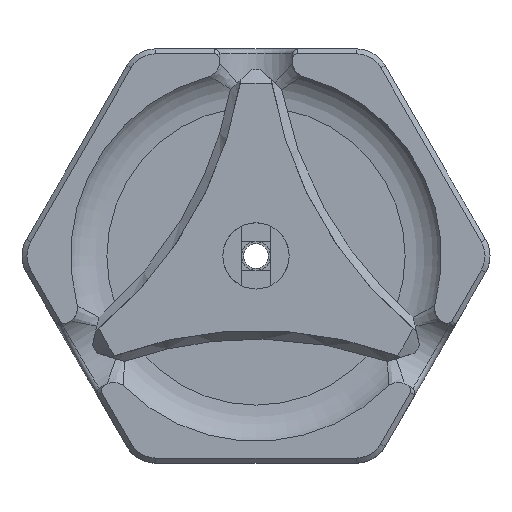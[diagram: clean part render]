
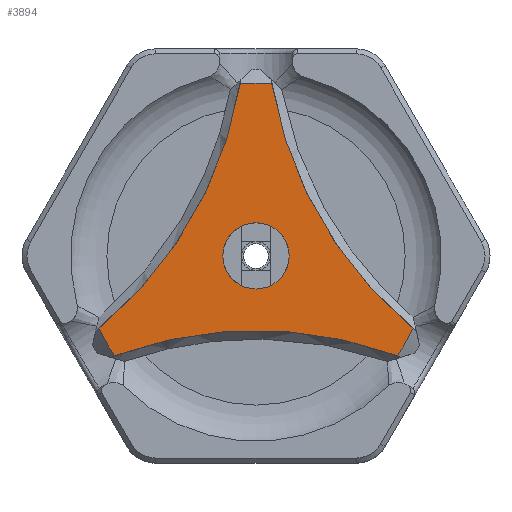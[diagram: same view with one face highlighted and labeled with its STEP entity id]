
A CAD part, top view. The second image highlights one B-rep face of the part: STEP entity #3894.
In plain terms, the highlighted planar face has unit normal (0, 0, 1).
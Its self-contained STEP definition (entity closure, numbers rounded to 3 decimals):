
#99=FACE_BOUND('',#710,.T.);
#333=CIRCLE('',#4138,4.);
#339=CIRCLE('',#4148,48.885);
#342=CIRCLE('',#4153,20.878);
#347=CIRCLE('',#4161,48.885);
#350=CIRCLE('',#4166,20.878);
#355=CIRCLE('',#4175,20.878);
#359=CIRCLE('',#4181,48.885);
#476=FACE_OUTER_BOUND('',#709,.T.);
#709=EDGE_LOOP('',(#2720,#2721,#2722,#2723,#2724,#2725));
#710=EDGE_LOOP('',(#2726));
#1576=VERTEX_POINT('',#5714);
#1589=VERTEX_POINT('',#5835);
#1590=VERTEX_POINT('',#5840);
#1596=VERTEX_POINT('',#5878);
#1602=VERTEX_POINT('',#5969);
#1608=VERTEX_POINT('',#6007);
#1613=VERTEX_POINT('',#6047);
#1966=EDGE_CURVE('',#1576,#1576,#333,.T.);
#1985=EDGE_CURVE('',#1590,#1589,#339,.T.);
#1993=EDGE_CURVE('',#1589,#1596,#342,.T.);
#2006=EDGE_CURVE('',#1596,#1602,#347,.T.);
#2013=EDGE_CURVE('',#1602,#1608,#350,.T.);
#2022=EDGE_CURVE('',#1613,#1590,#355,.T.);
#2030=EDGE_CURVE('',#1608,#1613,#359,.T.);
#2720=ORIENTED_EDGE('',*,*,#2022,.T.);
#2721=ORIENTED_EDGE('',*,*,#1985,.T.);
#2722=ORIENTED_EDGE('',*,*,#1993,.T.);
#2723=ORIENTED_EDGE('',*,*,#2006,.T.);
#2724=ORIENTED_EDGE('',*,*,#2013,.T.);
#2725=ORIENTED_EDGE('',*,*,#2030,.T.);
#2726=ORIENTED_EDGE('',*,*,#1966,.T.);
#3756=PLANE('',#4182);
#3894=ADVANCED_FACE('',(#476,#99),#3756,.T.);
#4138=AXIS2_PLACEMENT_3D('',#5715,#4591,#4592);
#4148=AXIS2_PLACEMENT_3D('',#5841,#4615,#4616);
#4153=AXIS2_PLACEMENT_3D('',#5883,#4625,#4626);
#4161=AXIS2_PLACEMENT_3D('',#5974,#4643,#4644);
#4166=AXIS2_PLACEMENT_3D('',#6012,#4653,#4654);
#4175=AXIS2_PLACEMENT_3D('',#6048,#4673,#4674);
#4181=AXIS2_PLACEMENT_3D('',#6110,#4685,#4686);
#4182=AXIS2_PLACEMENT_3D('',#6111,#4687,#4688);
#4591=DIRECTION('center_axis',(0.,0.,-1.));
#4592=DIRECTION('ref_axis',(-1.,0.,0.));
#4615=DIRECTION('center_axis',(0.,0.,-1.));
#4616=DIRECTION('ref_axis',(-0.401,0.916,0.));
#4625=DIRECTION('center_axis',(0.,0.,1.));
#4626=DIRECTION('ref_axis',(0.866,-0.5,0.));
#4643=DIRECTION('center_axis',(0.,0.,-1.));
#4644=DIRECTION('ref_axis',(-0.593,-0.805,0.));
#4653=DIRECTION('center_axis',(0.,0.,1.));
#4654=DIRECTION('ref_axis',(0.866,-0.5,0.));
#4673=DIRECTION('center_axis',(0.,0.,1.));
#4674=DIRECTION('ref_axis',(0.,1.,0.));
#4685=DIRECTION('center_axis',(0.,0.,-1.));
#4686=DIRECTION('ref_axis',(0.994,-0.111,0.));
#4687=DIRECTION('center_axis',(0.,0.,1.));
#4688=DIRECTION('ref_axis',(-1.,0.,0.));
#5714=CARTESIAN_POINT('',(4.,0.,10.));
#5715=CARTESIAN_POINT('Origin',(0.,0.,10.));
#5835=CARTESIAN_POINT('',(17.055,-12.042,10.));
#5840=CARTESIAN_POINT('',(-17.055,-12.042,10.));
#5841=CARTESIAN_POINT('Origin',(0.,-57.856,
10.));
#5878=CARTESIAN_POINT('',(18.957,-8.749,10.));
#5883=CARTESIAN_POINT('Origin',(0.,0.,
10.));
#5969=CARTESIAN_POINT('',(1.901,20.791,10.));
#5974=CARTESIAN_POINT('Origin',(50.105,28.928,10.));
#6007=CARTESIAN_POINT('',(-1.901,20.791,10.));
#6012=CARTESIAN_POINT('Origin',(0.,0.,
10.));
#6047=CARTESIAN_POINT('',(-18.957,-8.749,10.));
#6048=CARTESIAN_POINT('Origin',(0.,0.,10.));
#6110=CARTESIAN_POINT('Origin',(-50.105,28.928,10.));
#6111=CARTESIAN_POINT('Origin',(-10.276,5.875,10.));
